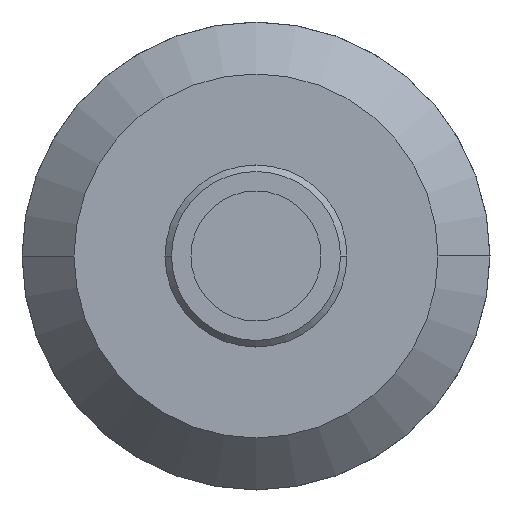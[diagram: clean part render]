
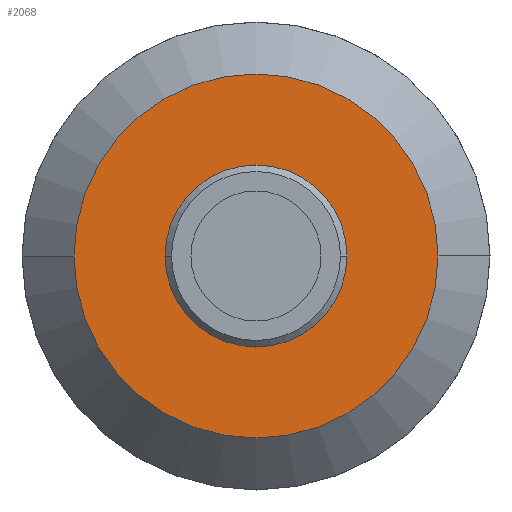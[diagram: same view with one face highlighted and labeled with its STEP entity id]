
A CAD part, left-side view. The second image highlights one B-rep face of the part: STEP entity #2068.
In plain terms, the highlighted planar face has unit normal (-1, 0, 0).
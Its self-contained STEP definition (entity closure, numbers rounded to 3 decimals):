
#18 = EDGE_LOOP ( 'NONE', ( #928, #927 ) ) ;
#25 = EDGE_LOOP ( 'NONE', ( #930, #929 ) ) ;
#61 = CIRCLE ( 'NONE', #64, 3.25 ) ;
#64 = AXIS2_PLACEMENT_3D ( 'NONE', #1669, #1670, #1671 ) ;
#172 = VERTEX_POINT ( 'NONE', #1133 ) ;
#197 = CARTESIAN_POINT ( 'NONE',  ( -16., -7., 0. ) ) ;
#216 = CARTESIAN_POINT ( 'NONE',  ( -16., -3.25, 0. ) ) ;
#228 = CARTESIAN_POINT ( 'NONE',  ( -16., 7., 0. ) ) ;
#297 = EDGE_CURVE ( 'NONE', #1164, #1520, #826, .T. ) ;
#594 = CARTESIAN_POINT ( 'NONE',  ( -16., 0., 0. ) ) ;
#595 = DIRECTION ( 'NONE',  ( 1., 0., 0. ) ) ;
#596 = DIRECTION ( 'NONE',  ( 0., 1., 0. ) ) ;
#816 = AXIS2_PLACEMENT_3D ( 'NONE', #1946, #1947, #1948 ) ;
#826 = CIRCLE ( 'NONE', #816, 7. ) ;
#927 = ORIENTED_EDGE ( 'NONE', *, *, #297, .F. ) ;
#928 = ORIENTED_EDGE ( 'NONE', *, *, #2041, .F. ) ;
#929 = ORIENTED_EDGE ( 'NONE', *, *, #1785, .T. ) ;
#930 = ORIENTED_EDGE ( 'NONE', *, *, #1745, .T. ) ;
#1133 = CARTESIAN_POINT ( 'NONE',  ( -16., 3.25, 0. ) ) ;
#1164 = VERTEX_POINT ( 'NONE', #197 ) ;
#1285 = CARTESIAN_POINT ( 'NONE',  ( -16., 3.5, 0. ) ) ;
#1288 = FACE_BOUND ( 'NONE', #25, .T. ) ;
#1289 = FACE_OUTER_BOUND ( 'NONE', #18, .T. ) ;
#1290 = PLANE ( 'NONE',  #1394 ) ;
#1292 = DIRECTION ( 'NONE',  ( -1., 0., 0. ) ) ;
#1293 = DIRECTION ( 'NONE',  ( 0., -1., 0. ) ) ;
#1330 = CIRCLE ( 'NONE', #1335, 7. ) ;
#1335 = AXIS2_PLACEMENT_3D ( 'NONE', #594, #595, #596 ) ;
#1394 = AXIS2_PLACEMENT_3D ( 'NONE', #1285, #1292, #1293 ) ;
#1479 = CARTESIAN_POINT ( 'NONE',  ( -16., 0., 0. ) ) ;
#1480 = DIRECTION ( 'NONE',  ( 1., 0., 0. ) ) ;
#1481 = DIRECTION ( 'NONE',  ( 0., 1., 0. ) ) ;
#1508 = VERTEX_POINT ( 'NONE', #216 ) ;
#1520 = VERTEX_POINT ( 'NONE', #228 ) ;
#1669 = CARTESIAN_POINT ( 'NONE',  ( -16., 0., 0. ) ) ;
#1670 = DIRECTION ( 'NONE',  ( 1., 0., 0. ) ) ;
#1671 = DIRECTION ( 'NONE',  ( 0., 1., 0. ) ) ;
#1745 = EDGE_CURVE ( 'NONE', #1508, #172, #61, .T. ) ;
#1785 = EDGE_CURVE ( 'NONE', #172, #1508, #1877, .T. ) ;
#1873 = AXIS2_PLACEMENT_3D ( 'NONE', #1479, #1480, #1481 ) ;
#1877 = CIRCLE ( 'NONE', #1873, 3.25 ) ;
#1946 = CARTESIAN_POINT ( 'NONE',  ( -16., 0., 0. ) ) ;
#1947 = DIRECTION ( 'NONE',  ( 1., 0., 0. ) ) ;
#1948 = DIRECTION ( 'NONE',  ( 0., 1., 0. ) ) ;
#2041 = EDGE_CURVE ( 'NONE', #1520, #1164, #1330, .T. ) ;
#2068 = ADVANCED_FACE ( 'NONE', ( #1288, #1289 ), #1290, .T. ) ;
